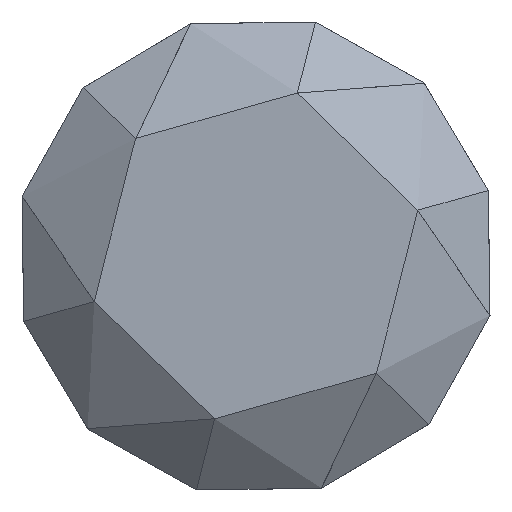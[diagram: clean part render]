
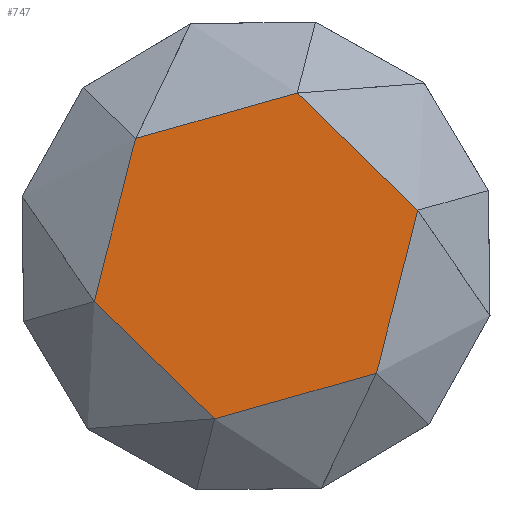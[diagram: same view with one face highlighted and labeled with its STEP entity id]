
A CAD part, top view. The second image highlights one B-rep face of the part: STEP entity #747.
In plain terms, the highlighted free-form (B-spline) face has degree [1, 1] with [2, 2] control points.
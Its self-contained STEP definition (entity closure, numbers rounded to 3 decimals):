
#21 = EDGE_CURVE('',#22,#24,#26,.T.);
#22 = VERTEX_POINT('',#23);
#23 = CARTESIAN_POINT('',(-39.27,-11.028,15.851
    ));
#24 = VERTEX_POINT('',#25);
#25 = CARTESIAN_POINT('',(-39.285,-11.012,15.851
    ));
#26 = B_SPLINE_CURVE_WITH_KNOTS('',1,(#27,#28),.UNSPECIFIED.,.F.,.F.,(2,
    2),(-5.188,-5.168),.PIECEWISE_BEZIER_KNOTS.);
#27 = CARTESIAN_POINT('',(-39.27,-11.028,15.851
    ));
#28 = CARTESIAN_POINT('',(-39.285,-11.012,15.851
    ));
#65 = VERTEX_POINT('',#66);
#66 = CARTESIAN_POINT('',(-29.242,28.479,15.851
    ));
#86 = EDGE_CURVE('',#65,#22,#87,.T.);
#87 = B_SPLINE_CURVE_WITH_KNOTS('',1,(#88,#89),.UNSPECIFIED.,.F.,.F.,(2,
    2),(-27.013,8.987),.PIECEWISE_BEZIER_KNOTS.);
#88 = CARTESIAN_POINT('',(-29.242,28.479,15.851
    ));
#89 = CARTESIAN_POINT('',(-39.27,-11.028,15.851
    ));
#116 = VERTEX_POINT('',#117);
#117 = CARTESIAN_POINT('',(-39.284,-11.085,
    15.851));
#122 = EDGE_CURVE('',#116,#24,#123,.T.);
#123 = B_SPLINE_CURVE_WITH_KNOTS('',1,(#124,#125),.UNSPECIFIED.,.F.,.F.,
  (2,2),(-22.728,-22.664),.PIECEWISE_BEZIER_KNOTS.);
#124 = CARTESIAN_POINT('',(-39.284,-11.085,
    15.851));
#125 = CARTESIAN_POINT('',(-39.285,-11.012,
    15.851));
#158 = EDGE_CURVE('',#159,#161,#163,.T.);
#159 = VERTEX_POINT('',#160);
#160 = CARTESIAN_POINT('',(-29.185,28.495,
    15.851));
#161 = VERTEX_POINT('',#162);
#162 = CARTESIAN_POINT('',(-29.179,28.516,
    15.851));
#163 = B_SPLINE_CURVE_WITH_KNOTS('',1,(#164,#165),.UNSPECIFIED.,.F.,.F.,
  (2,2),(-5.188,-5.168),.PIECEWISE_BEZIER_KNOTS.);
#164 = CARTESIAN_POINT('',(-29.185,28.495,
    15.851));
#165 = CARTESIAN_POINT('',(-29.179,28.516,
    15.851));
#202 = VERTEX_POINT('',#203);
#203 = CARTESIAN_POINT('',(10.043,39.563,15.851
    ));
#223 = EDGE_CURVE('',#202,#159,#224,.T.);
#224 = B_SPLINE_CURVE_WITH_KNOTS('',1,(#225,#226),.UNSPECIFIED.,.F.,.F.,
  (2,2),(-27.013,8.987),.PIECEWISE_BEZIER_KNOTS.);
#225 = CARTESIAN_POINT('',(10.043,39.563,15.851
    ));
#226 = CARTESIAN_POINT('',(-29.185,28.495,
    15.851));
#251 = EDGE_CURVE('',#65,#161,#252,.T.);
#252 = B_SPLINE_CURVE_WITH_KNOTS('',1,(#253,#254),.UNSPECIFIED.,.F.,.F.,
  (2,2),(-22.728,-22.664),.PIECEWISE_BEZIER_KNOTS.);
#253 = CARTESIAN_POINT('',(-29.242,28.479,
    15.851));
#254 = CARTESIAN_POINT('',(-29.179,28.516,
    15.851));
#287 = EDGE_CURVE('',#288,#290,#292,.T.);
#288 = VERTEX_POINT('',#289);
#289 = CARTESIAN_POINT('',(10.084,39.523,
    15.851));
#290 = VERTEX_POINT('',#291);
#291 = CARTESIAN_POINT('',(10.106,39.528,
    15.851));
#292 = B_SPLINE_CURVE_WITH_KNOTS('',1,(#293,#294),.UNSPECIFIED.,.F.,.F.,
  (2,2),(-5.188,-5.168),.PIECEWISE_BEZIER_KNOTS.);
#293 = CARTESIAN_POINT('',(10.084,39.523,
    15.851));
#294 = CARTESIAN_POINT('',(10.106,39.528,
    15.851));
#331 = VERTEX_POINT('',#332);
#332 = CARTESIAN_POINT('',(39.284,11.085,
    15.851));
#352 = EDGE_CURVE('',#331,#288,#353,.T.);
#353 = B_SPLINE_CURVE_WITH_KNOTS('',1,(#354,#355),.UNSPECIFIED.,.F.,.F.,
  (2,2),(-27.013,8.987),.PIECEWISE_BEZIER_KNOTS.);
#354 = CARTESIAN_POINT('',(39.284,11.085,
    15.851));
#355 = CARTESIAN_POINT('',(10.084,39.523,
    15.851));
#380 = EDGE_CURVE('',#202,#290,#381,.T.);
#381 = B_SPLINE_CURVE_WITH_KNOTS('',1,(#382,#383),.UNSPECIFIED.,.F.,.F.,
  (2,2),(-22.728,-22.664),.PIECEWISE_BEZIER_KNOTS.);
#382 = CARTESIAN_POINT('',(10.043,39.563,15.851
    ));
#383 = CARTESIAN_POINT('',(10.106,39.528,
    15.851));
#416 = EDGE_CURVE('',#417,#419,#421,.T.);
#417 = VERTEX_POINT('',#418);
#418 = CARTESIAN_POINT('',(39.27,11.028,
    15.851));
#419 = VERTEX_POINT('',#420);
#420 = CARTESIAN_POINT('',(39.285,11.012,
    15.851));
#421 = B_SPLINE_CURVE_WITH_KNOTS('',1,(#422,#423),.UNSPECIFIED.,.F.,.F.,
  (2,2),(-5.188,-5.168),.PIECEWISE_BEZIER_KNOTS.);
#422 = CARTESIAN_POINT('',(39.27,11.028,
    15.851));
#423 = CARTESIAN_POINT('',(39.285,11.012,
    15.851));
#460 = VERTEX_POINT('',#461);
#461 = CARTESIAN_POINT('',(29.242,-28.479,
    15.851));
#481 = EDGE_CURVE('',#460,#417,#482,.T.);
#482 = B_SPLINE_CURVE_WITH_KNOTS('',1,(#483,#484),.UNSPECIFIED.,.F.,.F.,
  (2,2),(-27.013,8.987),.PIECEWISE_BEZIER_KNOTS.);
#483 = CARTESIAN_POINT('',(29.242,-28.479,
    15.851));
#484 = CARTESIAN_POINT('',(39.27,11.028,
    15.851));
#509 = EDGE_CURVE('',#331,#419,#510,.T.);
#510 = B_SPLINE_CURVE_WITH_KNOTS('',1,(#511,#512),.UNSPECIFIED.,.F.,.F.,
  (2,2),(-22.728,-22.664),.PIECEWISE_BEZIER_KNOTS.);
#511 = CARTESIAN_POINT('',(39.284,11.085,
    15.851));
#512 = CARTESIAN_POINT('',(39.285,11.012,
    15.851));
#545 = EDGE_CURVE('',#546,#548,#550,.T.);
#546 = VERTEX_POINT('',#547);
#547 = CARTESIAN_POINT('',(29.185,-28.495,
    15.851));
#548 = VERTEX_POINT('',#549);
#549 = CARTESIAN_POINT('',(29.179,-28.516,15.851
    ));
#550 = B_SPLINE_CURVE_WITH_KNOTS('',1,(#551,#552),.UNSPECIFIED.,.F.,.F.,
  (2,2),(-5.188,-5.168),.PIECEWISE_BEZIER_KNOTS.);
#551 = CARTESIAN_POINT('',(29.185,-28.495,
    15.851));
#552 = CARTESIAN_POINT('',(29.179,-28.516,15.851
    ));
#589 = VERTEX_POINT('',#590);
#590 = CARTESIAN_POINT('',(-10.043,-39.563,
    15.851));
#610 = EDGE_CURVE('',#589,#546,#611,.T.);
#611 = B_SPLINE_CURVE_WITH_KNOTS('',1,(#612,#613),.UNSPECIFIED.,.F.,.F.,
  (2,2),(-27.013,8.987),.PIECEWISE_BEZIER_KNOTS.);
#612 = CARTESIAN_POINT('',(-10.043,-39.563,
    15.851));
#613 = CARTESIAN_POINT('',(29.185,-28.495,
    15.851));
#638 = EDGE_CURVE('',#460,#548,#639,.T.);
#639 = B_SPLINE_CURVE_WITH_KNOTS('',1,(#640,#641),.UNSPECIFIED.,.F.,.F.,
  (2,2),(-22.728,-22.664),.PIECEWISE_BEZIER_KNOTS.);
#640 = CARTESIAN_POINT('',(29.242,-28.479,
    15.851));
#641 = CARTESIAN_POINT('',(29.179,-28.516,15.851
    ));
#709 = VERTEX_POINT('',#710);
#710 = CARTESIAN_POINT('',(-10.106,-39.528,
    15.851));
#715 = EDGE_CURVE('',#716,#709,#718,.T.);
#716 = VERTEX_POINT('',#717);
#717 = CARTESIAN_POINT('',(-10.084,-39.523,
    15.851));
#718 = B_SPLINE_CURVE_WITH_KNOTS('',1,(#719,#720),.UNSPECIFIED.,.F.,.F.,
  (2,2),(-5.188,-5.168),.PIECEWISE_BEZIER_KNOTS.);
#719 = CARTESIAN_POINT('',(-10.084,-39.523,
    15.851));
#720 = CARTESIAN_POINT('',(-10.106,-39.528,
    15.851));
#737 = EDGE_CURVE('',#116,#716,#738,.T.);
#738 = B_SPLINE_CURVE_WITH_KNOTS('',1,(#739,#740),.UNSPECIFIED.,.F.,.F.,
  (2,2),(-27.013,8.987),.PIECEWISE_BEZIER_KNOTS.);
#739 = CARTESIAN_POINT('',(-39.284,-11.085,
    15.851));
#740 = CARTESIAN_POINT('',(-10.084,-39.523,
    15.851));
#747 = ADVANCED_FACE('',(#748),#772,.T.);
#748 = FACE_BOUND('',#749,.T.);
#749 = EDGE_LOOP('',(#750,#751,#752,#753,#754,#759,#760,#761,#762,#763,
    #764,#765,#766,#767,#768,#769,#770,#771));
#750 = ORIENTED_EDGE('',*,*,#21,.T.);
#751 = ORIENTED_EDGE('',*,*,#122,.F.);
#752 = ORIENTED_EDGE('',*,*,#737,.T.);
#753 = ORIENTED_EDGE('',*,*,#715,.T.);
#754 = ORIENTED_EDGE('',*,*,#755,.F.);
#755 = EDGE_CURVE('',#589,#709,#756,.T.);
#756 = B_SPLINE_CURVE_WITH_KNOTS('',1,(#757,#758),.UNSPECIFIED.,.F.,.F.,
  (2,2),(-22.728,-22.664),.PIECEWISE_BEZIER_KNOTS.);
#757 = CARTESIAN_POINT('',(-10.043,-39.563,
    15.851));
#758 = CARTESIAN_POINT('',(-10.106,-39.528,
    15.851));
#759 = ORIENTED_EDGE('',*,*,#610,.T.);
#760 = ORIENTED_EDGE('',*,*,#545,.T.);
#761 = ORIENTED_EDGE('',*,*,#638,.F.);
#762 = ORIENTED_EDGE('',*,*,#481,.T.);
#763 = ORIENTED_EDGE('',*,*,#416,.T.);
#764 = ORIENTED_EDGE('',*,*,#509,.F.);
#765 = ORIENTED_EDGE('',*,*,#352,.T.);
#766 = ORIENTED_EDGE('',*,*,#287,.T.);
#767 = ORIENTED_EDGE('',*,*,#380,.F.);
#768 = ORIENTED_EDGE('',*,*,#223,.T.);
#769 = ORIENTED_EDGE('',*,*,#158,.T.);
#770 = ORIENTED_EDGE('',*,*,#251,.F.);
#771 = ORIENTED_EDGE('',*,*,#86,.T.);
#772 = B_SPLINE_SURFACE_WITH_KNOTS('',1,1,(
    (#773,#774)
    ,(#775,#776
    )),.UNSPECIFIED.,.F.,.F.,.F.,(2,2),(2,2),(-34.698,
    34.698),(-34.943,34.943),
  .PIECEWISE_BEZIER_KNOTS.);
#773 = CARTESIAN_POINT('',(-39.285,-39.563,
    15.851));
#774 = CARTESIAN_POINT('',(-39.285,39.563,
    15.851));
#775 = CARTESIAN_POINT('',(39.285,-39.563,
    15.851));
#776 = CARTESIAN_POINT('',(39.285,39.563,
    15.851));
